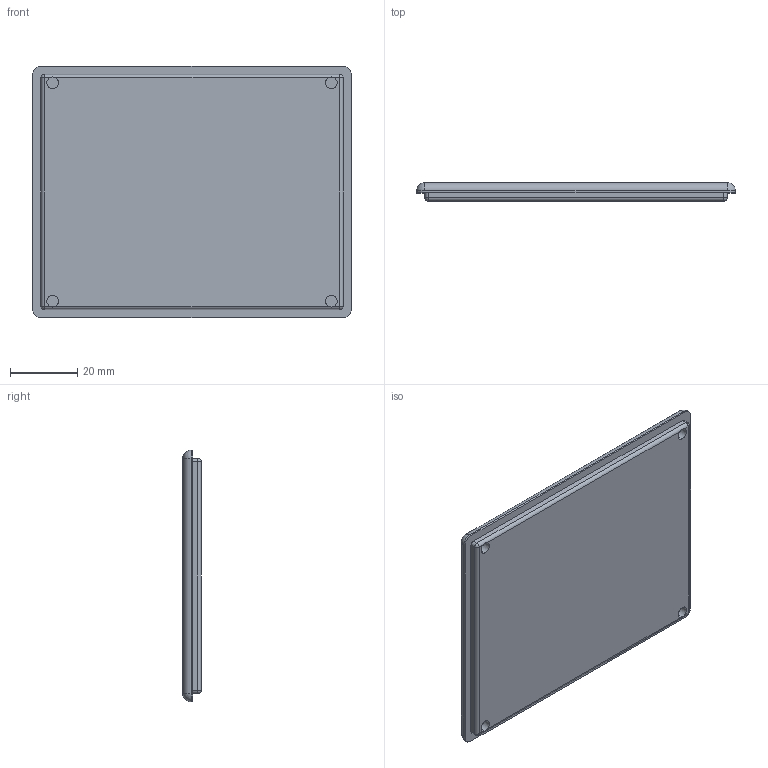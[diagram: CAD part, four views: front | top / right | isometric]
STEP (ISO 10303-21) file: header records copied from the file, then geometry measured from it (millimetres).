
FILE_DESCRIPTION (( 'STEP AP214' ), '1' );
FILE_NAME ('flash2pass_lid.STEP', '2025-12-16T05:27:29', ( '' ), ( '' ), 'SwSTEP 2.0', 'SolidWorks 2026', '' );
FILE_SCHEMA (( 'AUTOMOTIVE_DESIGN' ));
Length unit declared in the file: millimetre
Products named in the file (1): flash2pass_lid
Bounding box: 95 x 5.5 x 75 mm (x, y, z)
Volume: 36222.4 mm3; surface area: 16314 mm2
Topology: 1 solids, 1 shells, 424 faces, 1133 edges, 742 vertices
Faces by surface type: bspline 200, plane 192, cylinder 24, sphere 8
Entity records: 22452 total; most frequent: CARTESIAN_POINT 13252, ORIENTED_EDGE 2250, DIRECTION 1215, EDGE_CURVE 1125, VERTEX_POINT 742, VECTOR 669, LINE 669, EDGE_LOOP 463
